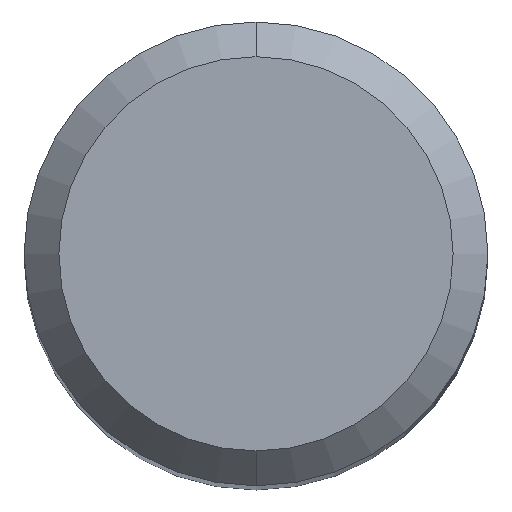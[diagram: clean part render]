
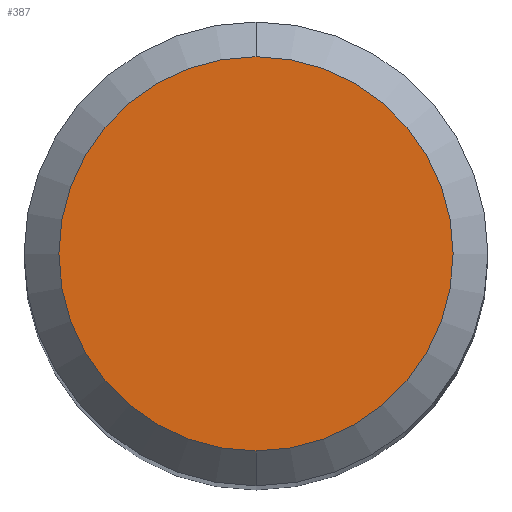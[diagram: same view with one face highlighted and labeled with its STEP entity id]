
A CAD part, top view. The second image highlights one B-rep face of the part: STEP entity #387.
In plain terms, the highlighted planar face has unit normal (0, 0, 1).
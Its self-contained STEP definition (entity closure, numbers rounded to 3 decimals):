
#347=EDGE_CURVE('',#423,#479,#715,.T.);
#357=EDGE_CURVE('',#479,#423,#725,.T.);
#387=ADVANCED_FACE('',(#758),#759,.T.);
#423=VERTEX_POINT('',#798);
#479=VERTEX_POINT('',#863);
#715=CIRCLE('',#1240,1.7);
#725=CIRCLE('',#1254,1.7);
#758=FACE_OUTER_BOUND('',#1293,.T.);
#759=PLANE('',#1294);
#798=CARTESIAN_POINT('',(0.0,1.7,0.0));
#863=CARTESIAN_POINT('',(0.,-1.7,0.0));
#1240=AXIS2_PLACEMENT_3D('',#1829,#1830,#1831);
#1254=AXIS2_PLACEMENT_3D('',#1836,#1837,#1838);
#1293=EDGE_LOOP('',(#1867,#1868));
#1294=AXIS2_PLACEMENT_3D('',#1869,#1870,#1871);
#1829=CARTESIAN_POINT('',(0.0,0.0,0.0));
#1830=DIRECTION('',(0.0,0.0,-1.0));
#1831=DIRECTION('',(0.0,1.0,0.0));
#1836=CARTESIAN_POINT('',(0.0,0.0,0.0));
#1837=DIRECTION('',(0.0,0.0,-1.0));
#1838=DIRECTION('',(0.0,1.0,0.0));
#1867=ORIENTED_EDGE('',*,*,#347,.F.);
#1868=ORIENTED_EDGE('',*,*,#357,.F.);
#1869=CARTESIAN_POINT('',(0.0,0.85,0.0));
#1870=DIRECTION('',(-0.0,0.0,1.0));
#1871=DIRECTION('',(0.0,-1.0,0.0));
